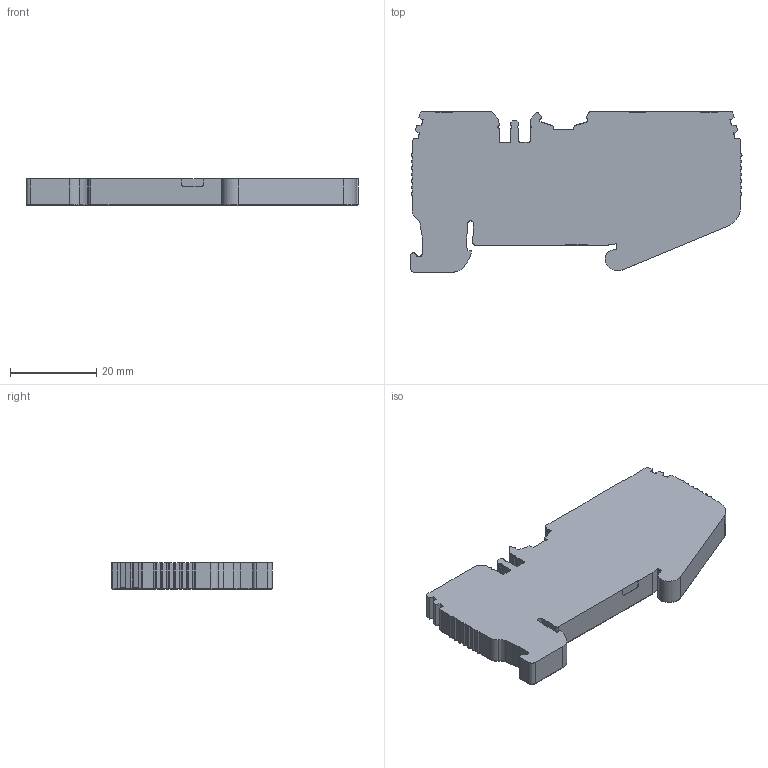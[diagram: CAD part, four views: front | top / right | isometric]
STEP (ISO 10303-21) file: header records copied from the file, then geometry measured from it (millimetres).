
FILE_DESCRIPTION (( 'STEP AP203' ), '1' );
FILE_NAME ('SRD_4E.STP', '2018-12-05T08:37:19', ( '' ), ( '' ), 'SwSTEP 2.0', 'SolidWorks 2019', '' );
FILE_SCHEMA (( 'CONFIG_CONTROL_DESIGN' ));
Length unit declared in the file: millimetre
Products named in the file (1): SRD_4E
Bounding box: 76.83 x 37.07 x 6.15 mm (x, y, z)
Volume: 14195.4 mm3; surface area: 6396.2 mm2
Topology: 1 solids, 1 shells, 565 faces, 1655 edges, 1102 vertices
Faces by surface type: plane 321, cylinder 244
Entity records: 18891 total; most frequent: CARTESIAN_POINT 3431, ORIENTED_EDGE 3310, DIRECTION 3218, EDGE_CURVE 1655, VECTOR 1160, LINE 1160, VERTEX_POINT 1102, AXIS2_PLACEMENT_3D 1029
